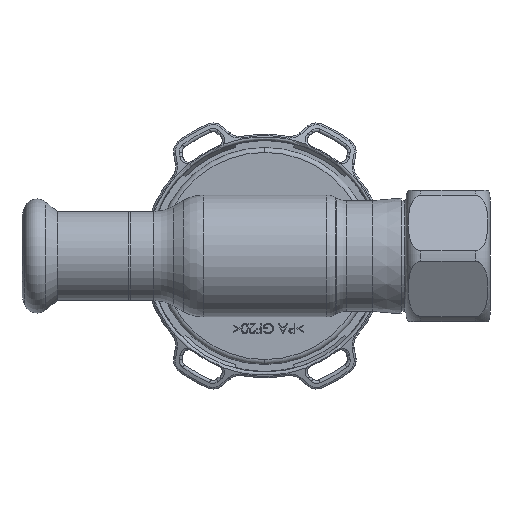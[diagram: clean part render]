
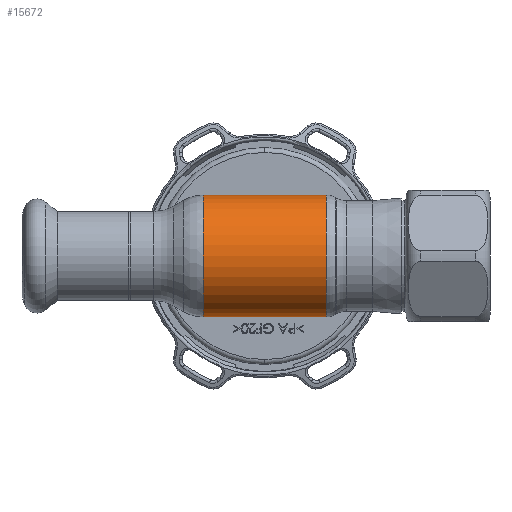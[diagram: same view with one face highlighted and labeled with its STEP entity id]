
A CAD part, front view. The second image highlights one B-rep face of the part: STEP entity #15672.
In plain terms, the highlighted cylindrical face has radius 12.5 mm (diameter 25 mm), a partial arc.
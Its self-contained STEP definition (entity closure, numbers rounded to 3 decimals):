
#25 = VERTEX_POINT ( 'NONE', #29834 ) ;
#624 = EDGE_CURVE ( 'NONE', #6786, #25, #16252, .T. ) ;
#1850 = EDGE_CURVE ( 'NONE', #6842, #25, #17077, .T. ) ;
#1924 = CARTESIAN_POINT ( 'NONE',  ( -62.69, 0., 12.5 ) ) ;
#2399 = AXIS2_PLACEMENT_3D ( 'NONE', #6982, #18500, #12827 ) ;
#4951 = EDGE_LOOP ( 'NONE', ( #16088, #24035, #10095, #29104 ) ) ;
#5127 = DIRECTION ( 'NONE',  ( -1., 0., 0. ) ) ;
#6748 = CARTESIAN_POINT ( 'NONE',  ( -62.69, 0., -12.5 ) ) ;
#6786 = VERTEX_POINT ( 'NONE', #26507 ) ;
#6842 = VERTEX_POINT ( 'NONE', #37105 ) ;
#6982 = CARTESIAN_POINT ( 'NONE',  ( -62.69, 0., 0. ) ) ;
#8965 = VECTOR ( 'NONE', #24715, 1000. ) ;
#9517 = DIRECTION ( 'NONE',  ( 0., 0., 1. ) ) ;
#10095 = ORIENTED_EDGE ( 'NONE', *, *, #624, .T. ) ;
#11357 = CARTESIAN_POINT ( 'NONE',  ( 12.606, 0., 0. ) ) ;
#11763 = DIRECTION ( 'NONE',  ( -1., 0., 0. ) ) ;
#12827 = DIRECTION ( 'NONE',  ( 0., 0., 1. ) ) ;
#13273 = AXIS2_PLACEMENT_3D ( 'NONE', #11357, #28955, #22931 ) ;
#15672 = ADVANCED_FACE ( 'NONE', ( #36034 ), #18319, .T. ) ;
#16088 = ORIENTED_EDGE ( 'NONE', *, *, #21672, .F. ) ;
#16252 = LINE ( 'NONE', #1924, #23555 ) ;
#17077 = CIRCLE ( 'NONE', #27958, 12.5 ) ;
#18319 = CYLINDRICAL_SURFACE ( 'NONE', #2399, 12.5 ) ;
#18500 = DIRECTION ( 'NONE',  ( -1., 0., 0. ) ) ;
#18684 = CARTESIAN_POINT ( 'NONE',  ( 12.606, 0., -12.5 ) ) ;
#19932 = CIRCLE ( 'NONE', #13273, 12.5 ) ;
#21672 = EDGE_CURVE ( 'NONE', #22317, #6842, #32634, .T. ) ;
#22317 = VERTEX_POINT ( 'NONE', #18684 ) ;
#22931 = DIRECTION ( 'NONE',  ( 0., 0., 1. ) ) ;
#23555 = VECTOR ( 'NONE', #5127, 1000. ) ;
#23894 = CARTESIAN_POINT ( 'NONE',  ( -12.606, 0., 0. ) ) ;
#24035 = ORIENTED_EDGE ( 'NONE', *, *, #36410, .T. ) ;
#24715 = DIRECTION ( 'NONE',  ( -1., 0., 0. ) ) ;
#26507 = CARTESIAN_POINT ( 'NONE',  ( 12.606, 0., 12.5 ) ) ;
#27958 = AXIS2_PLACEMENT_3D ( 'NONE', #23894, #11763, #9517 ) ;
#28955 = DIRECTION ( 'NONE',  ( -1., 0., 0. ) ) ;
#29104 = ORIENTED_EDGE ( 'NONE', *, *, #1850, .F. ) ;
#29834 = CARTESIAN_POINT ( 'NONE',  ( -12.606, 0., 12.5 ) ) ;
#32634 = LINE ( 'NONE', #6748, #8965 ) ;
#36034 = FACE_OUTER_BOUND ( 'NONE', #4951, .T. ) ;
#36410 = EDGE_CURVE ( 'NONE', #22317, #6786, #19932, .T. ) ;
#37105 = CARTESIAN_POINT ( 'NONE',  ( -12.606, 0., -12.5 ) ) ;
